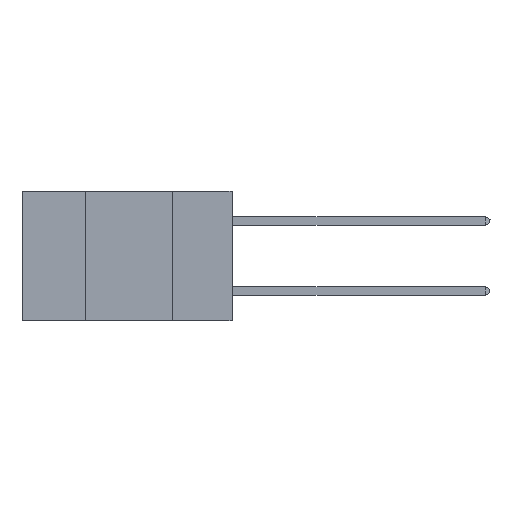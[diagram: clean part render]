
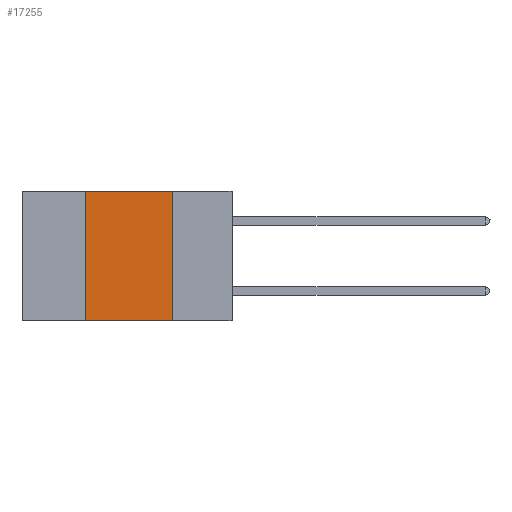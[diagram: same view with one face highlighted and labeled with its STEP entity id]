
A CAD part, left-side view. The second image highlights one B-rep face of the part: STEP entity #17255.
In plain terms, the highlighted planar face has unit normal (-1, 0, 0).
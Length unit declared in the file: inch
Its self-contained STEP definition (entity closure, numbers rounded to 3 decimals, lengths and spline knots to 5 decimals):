
#271 = CARTESIAN_POINT ( 'NONE',  ( 0., 0.6, 0. ) ) ;
#942 = CARTESIAN_POINT ( 'NONE',  ( 0., 0.42, 0. ) ) ;
#969 = EDGE_CURVE ( 'NONE', #2437, #3222, #13252, .T. ) ;
#1117 = EDGE_CURVE ( 'NONE', #5406, #2437, #8663, .T. ) ;
#1563 = CARTESIAN_POINT ( 'NONE',  ( 0., 0.17, -0.37 ) ) ;
#2087 = CARTESIAN_POINT ( 'NONE',  ( 0., 0.42, 0. ) ) ;
#2437 = VERTEX_POINT ( 'NONE', #18062 ) ;
#2725 = VECTOR ( 'NONE', #14702, 39.37008 ) ;
#3122 = CARTESIAN_POINT ( 'NONE',  ( 0., 0.6, -0.37 ) ) ;
#3184 = DIRECTION ( 'NONE',  ( 0., -1., 0. ) ) ;
#3222 = VERTEX_POINT ( 'NONE', #1563 ) ;
#4300 = VERTEX_POINT ( 'NONE', #7883 ) ;
#4584 = FACE_OUTER_BOUND ( 'NONE', #8329, .T. ) ;
#5020 = LINE ( 'NONE', #2087, #8955 ) ;
#5406 = VERTEX_POINT ( 'NONE', #942 ) ;
#5810 = ORIENTED_EDGE ( 'NONE', *, *, #17850, .F. ) ;
#6783 = EDGE_CURVE ( 'NONE', #4300, #3222, #11418, .T. ) ;
#7883 = CARTESIAN_POINT ( 'NONE',  ( 0., 0.42, -0.37 ) ) ;
#8329 = EDGE_LOOP ( 'NONE', ( #13271, #16625, #5810, #8829 ) ) ;
#8663 = LINE ( 'NONE', #12994, #2725 ) ;
#8701 = PLANE ( 'NONE',  #9082 ) ;
#8829 = ORIENTED_EDGE ( 'NONE', *, *, #6783, .T. ) ;
#8955 = VECTOR ( 'NONE', #11918, 39.37008 ) ;
#9082 = AXIS2_PLACEMENT_3D ( 'NONE', #271, #15539, #15480 ) ;
#9428 = DIRECTION ( 'NONE',  ( 0., 0., -1. ) ) ;
#11418 = LINE ( 'NONE', #3122, #16456 ) ;
#11918 = DIRECTION ( 'NONE',  ( 0., 0., 1. ) ) ;
#12398 = CARTESIAN_POINT ( 'NONE',  ( 0., 0.17, 0. ) ) ;
#12994 = CARTESIAN_POINT ( 'NONE',  ( 0., 0.6, 0. ) ) ;
#13252 = LINE ( 'NONE', #12398, #14767 ) ;
#13271 = ORIENTED_EDGE ( 'NONE', *, *, #969, .F. ) ;
#14702 = DIRECTION ( 'NONE',  ( 0., -1., 0. ) ) ;
#14767 = VECTOR ( 'NONE', #9428, 39.37008 ) ;
#15480 = DIRECTION ( 'NONE',  ( 0., 0., -1. ) ) ;
#15539 = DIRECTION ( 'NONE',  ( 1., 0., 0. ) ) ;
#16456 = VECTOR ( 'NONE', #3184, 39.37008 ) ;
#16625 = ORIENTED_EDGE ( 'NONE', *, *, #1117, .F. ) ;
#17255 = ADVANCED_FACE ( 'NONE', ( #4584 ), #8701, .F. ) ;
#17850 = EDGE_CURVE ( 'NONE', #4300, #5406, #5020, .T. ) ;
#18062 = CARTESIAN_POINT ( 'NONE',  ( 0., 0.17, 0. ) ) ;
